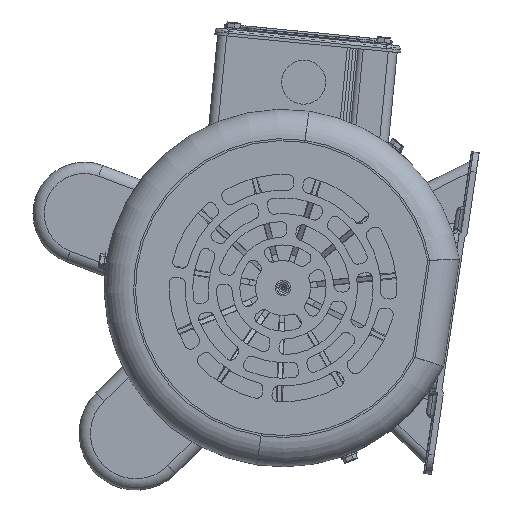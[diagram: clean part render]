
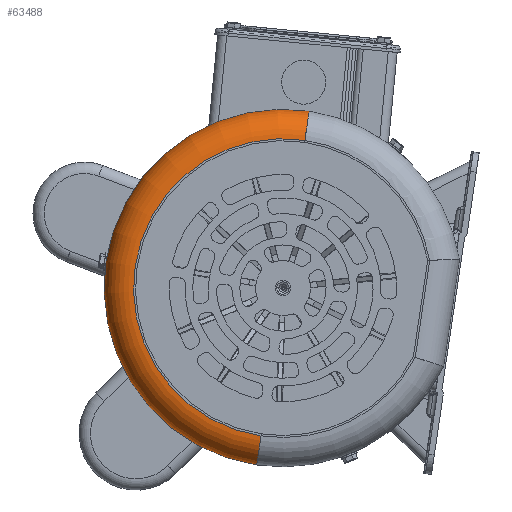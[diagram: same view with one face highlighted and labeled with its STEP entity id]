
A CAD part, left-side view. The second image highlights one B-rep face of the part: STEP entity #63488.
In plain terms, the highlighted toroidal (fillet/blend) face has major radius 76.25 mm and minor radius 15 mm.
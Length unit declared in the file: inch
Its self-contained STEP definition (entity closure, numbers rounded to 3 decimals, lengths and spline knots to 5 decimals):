
#2485 = CARTESIAN_POINT ( 'NONE',  ( 0., 0., 0. ) ) ;
#5624 = VERTEX_POINT ( 'NONE', #5949 ) ;
#5949 = CARTESIAN_POINT ( 'NONE',  ( -3.59252, 0., 0. ) ) ;
#7967 = AXIS2_PLACEMENT_3D ( 'NONE', #2485, #57058, #10326 ) ;
#10326 = DIRECTION ( 'NONE',  ( 1., 0., 0. ) ) ;
#12970 = EDGE_LOOP ( 'NONE', ( #67859, #38481, #22247, #49783 ) ) ;
#22247 = ORIENTED_EDGE ( 'NONE', *, *, #22457, .F. ) ;
#22457 = EDGE_CURVE ( 'NONE', #79689, #64738, #58601, .T. ) ;
#23034 = CARTESIAN_POINT ( 'NONE',  ( 3.59252, 0., 0. ) ) ;
#23386 = CARTESIAN_POINT ( 'NONE',  ( -3.00197, 0., 0. ) ) ;
#24798 = CARTESIAN_POINT ( 'NONE',  ( 0., 0., 0.59055 ) ) ;
#26970 = CIRCLE ( 'NONE', #44443, 0.59055 ) ;
#29415 = EDGE_CURVE ( 'NONE', #5624, #64738, #26970, .T. ) ;
#31262 = DIRECTION ( 'NONE',  ( -1., 0., 0. ) ) ;
#32715 = DIRECTION ( 'NONE',  ( 1., 0., 0. ) ) ;
#36673 = DIRECTION ( 'NONE',  ( 0., -1., 0. ) ) ;
#37873 = CIRCLE ( 'NONE', #101167, 0.59055 ) ;
#38481 = ORIENTED_EDGE ( 'NONE', *, *, #29415, .T. ) ;
#41592 = EDGE_CURVE ( 'NONE', #5624, #60111, #83178, .T. ) ;
#44443 = AXIS2_PLACEMENT_3D ( 'NONE', #23386, #78025, #31262 ) ;
#44741 = DIRECTION ( 'NONE',  ( 1., 0., 0. ) ) ;
#45730 = FACE_OUTER_BOUND ( 'NONE', #12970, .T. ) ;
#48214 = TOROIDAL_SURFACE ( 'NONE', #95980, 3.00197, 0.59055 ) ;
#49783 = ORIENTED_EDGE ( 'NONE', *, *, #74329, .F. ) ;
#56980 = CARTESIAN_POINT ( 'NONE',  ( 3.00197, 0., 0.59055 ) ) ;
#57058 = DIRECTION ( 'NONE',  ( 0., 0., -1. ) ) ;
#58601 = CIRCLE ( 'NONE', #80434, 3.00197 ) ;
#60111 = VERTEX_POINT ( 'NONE', #23034 ) ;
#63488 = ADVANCED_FACE ( 'NONE', ( #45730 ), #48214, .T. ) ;
#64738 = VERTEX_POINT ( 'NONE', #72461 ) ;
#67859 = ORIENTED_EDGE ( 'NONE', *, *, #41592, .F. ) ;
#72461 = CARTESIAN_POINT ( 'NONE',  ( -3.00197, 0., 0.59055 ) ) ;
#74329 = EDGE_CURVE ( 'NONE', #60111, #79689, #37873, .T. ) ;
#75762 = CARTESIAN_POINT ( 'NONE',  ( 0., 0., 0. ) ) ;
#78025 = DIRECTION ( 'NONE',  ( 0., 1., 0. ) ) ;
#79444 = DIRECTION ( 'NONE',  ( 0., 0., 1. ) ) ;
#79689 = VERTEX_POINT ( 'NONE', #56980 ) ;
#80434 = AXIS2_PLACEMENT_3D ( 'NONE', #24798, #79444, #32715 ) ;
#83178 = CIRCLE ( 'NONE', #7967, 3.59252 ) ;
#83431 = CARTESIAN_POINT ( 'NONE',  ( 3.00197, 0., 0. ) ) ;
#83616 = DIRECTION ( 'NONE',  ( 0., 0., 1. ) ) ;
#91315 = DIRECTION ( 'NONE',  ( 0., 0., -1. ) ) ;
#95980 = AXIS2_PLACEMENT_3D ( 'NONE', #75762, #83616, #44741 ) ;
#101167 = AXIS2_PLACEMENT_3D ( 'NONE', #83431, #36673, #91315 ) ;
